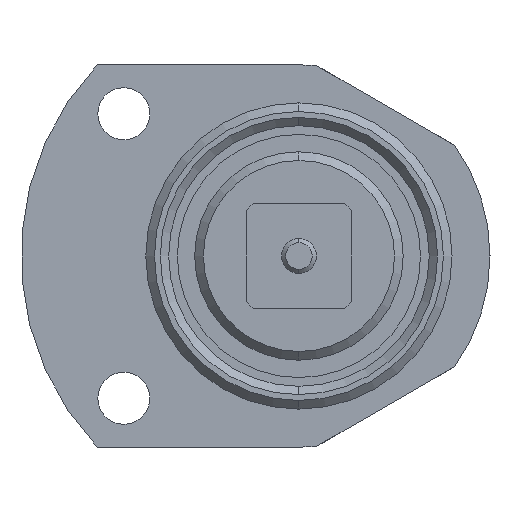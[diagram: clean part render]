
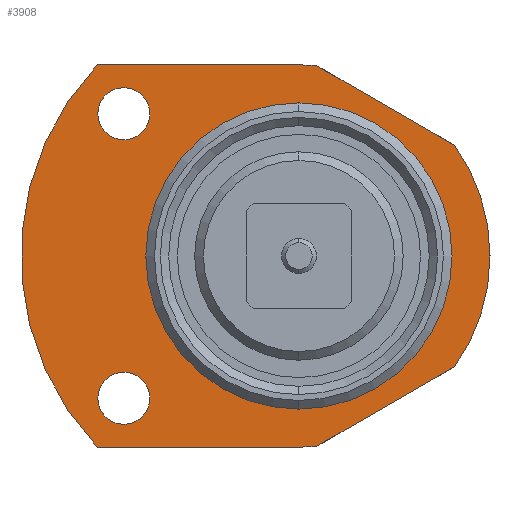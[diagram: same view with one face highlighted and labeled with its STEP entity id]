
A CAD part, left-side view. The second image highlights one B-rep face of the part: STEP entity #3908.
In plain terms, the highlighted planar face has unit normal (-1, 0, 0).
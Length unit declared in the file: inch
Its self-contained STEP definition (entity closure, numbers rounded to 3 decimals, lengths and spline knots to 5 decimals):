
#10 = AXIS2_PLACEMENT_3D ( 'NONE', #4573, #523, #3127 ) ;
#29 = VERTEX_POINT ( 'NONE', #5411 ) ;
#68 = DIRECTION ( 'NONE',  ( 0., 0., 1. ) ) ;
#91 = EDGE_CURVE ( 'NONE', #5648, #3318, #3965, .T. ) ;
#101 = ORIENTED_EDGE ( 'NONE', *, *, #3288, .T. ) ;
#128 = CARTESIAN_POINT ( 'NONE',  ( 0., 0.62992, 0.60556 ) ) ;
#167 = DIRECTION ( 'NONE',  ( 0., -0.866, 0.5 ) ) ;
#174 = EDGE_CURVE ( 'NONE', #1833, #3775, #5882, .T. ) ;
#229 = CARTESIAN_POINT ( 'NONE',  ( 0., 0., 0. ) ) ;
#315 = CIRCLE ( 'NONE', #5577, 0.6875 ) ;
#523 = DIRECTION ( 'NONE',  ( -1., 0., 0. ) ) ;
#572 = CARTESIAN_POINT ( 'NONE',  ( 0., -0.06446, 0.68447 ) ) ;
#574 = CARTESIAN_POINT ( 'NONE',  ( 0., 0., 0.6875 ) ) ;
#594 = EDGE_CURVE ( 'NONE', #29, #5734, #713, .T. ) ;
#664 = VERTEX_POINT ( 'NONE', #964 ) ;
#713 = CIRCLE ( 'NONE', #2580, 0.551 ) ;
#923 = AXIS2_PLACEMENT_3D ( 'NONE', #2398, #5520, #2856 ) ;
#964 = CARTESIAN_POINT ( 'NONE',  ( 0., 0.62992, -0.60556 ) ) ;
#1002 = CARTESIAN_POINT ( 'NONE',  ( 0., -0.56054, -0.39806 ) ) ;
#1007 = CARTESIAN_POINT ( 'NONE',  ( 0., 0., 0.551 ) ) ;
#1070 = AXIS2_PLACEMENT_3D ( 'NONE', #2183, #1470, #2392 ) ;
#1109 = AXIS2_PLACEMENT_3D ( 'NONE', #4633, #1944, #5066 ) ;
#1127 = VECTOR ( 'NONE', #3801, 39.37008 ) ;
#1130 = CARTESIAN_POINT ( 'NONE',  ( 0., 0.72618, 0.6875 ) ) ;
#1206 = ORIENTED_EDGE ( 'NONE', *, *, #3815, .T. ) ;
#1211 = VECTOR ( 'NONE', #1593, 39.37008 ) ;
#1232 = EDGE_CURVE ( 'NONE', #5182, #4553, #2435, .T. ) ;
#1260 = CARTESIAN_POINT ( 'NONE',  ( 0., 0.62992, 0.51181 ) ) ;
#1374 = CARTESIAN_POINT ( 'NONE',  ( 0., 0.62992, 0.41806 ) ) ;
#1398 = ORIENTED_EDGE ( 'NONE', *, *, #1732, .F. ) ;
#1465 = VERTEX_POINT ( 'NONE', #128 ) ;
#1470 = DIRECTION ( 'NONE',  ( -1., 0., 0. ) ) ;
#1569 = CARTESIAN_POINT ( 'NONE',  ( 0., 0., 0. ) ) ;
#1593 = DIRECTION ( 'NONE',  ( 0., 0.866, 0.5 ) ) ;
#1668 = CARTESIAN_POINT ( 'NONE',  ( 0., 0., -0.6875 ) ) ;
#1689 = ORIENTED_EDGE ( 'NONE', *, *, #3193, .F. ) ;
#1732 = EDGE_CURVE ( 'NONE', #1991, #1465, #2175, .T. ) ;
#1755 = EDGE_CURVE ( 'NONE', #3278, #664, #3258, .T. ) ;
#1816 = EDGE_LOOP ( 'NONE', ( #3443, #101 ) ) ;
#1819 = ORIENTED_EDGE ( 'NONE', *, *, #3769, .F. ) ;
#1833 = VERTEX_POINT ( 'NONE', #2978 ) ;
#1944 = DIRECTION ( 'NONE',  ( -1., 0., 0. ) ) ;
#1991 = VERTEX_POINT ( 'NONE', #1374 ) ;
#2040 = DIRECTION ( 'NONE',  ( 0., 0., -1. ) ) ;
#2044 = DIRECTION ( 'NONE',  ( 1., 0., 0. ) ) ;
#2071 = EDGE_CURVE ( 'NONE', #4553, #3574, #3328, .T. ) ;
#2175 = CIRCLE ( 'NONE', #5719, 0.09375 ) ;
#2183 = CARTESIAN_POINT ( 'NONE',  ( 0., 0.62992, -0.51181 ) ) ;
#2229 = EDGE_LOOP ( 'NONE', ( #1819, #1398 ) ) ;
#2243 = CARTESIAN_POINT ( 'NONE',  ( 0., 0., 0. ) ) ;
#2321 = EDGE_CURVE ( 'NONE', #2566, #1833, #3670, .T. ) ;
#2357 = CIRCLE ( 'NONE', #1109, 0.09375 ) ;
#2392 = DIRECTION ( 'NONE',  ( 0., 0., 1. ) ) ;
#2398 = CARTESIAN_POINT ( 'NONE',  ( 0., 0.62992, 0.51181 ) ) ;
#2435 = LINE ( 'NONE', #4927, #1211 ) ;
#2439 = ORIENTED_EDGE ( 'NONE', *, *, #2321, .T. ) ;
#2470 = DIRECTION ( 'NONE',  ( 0., 0., 1. ) ) ;
#2566 = VERTEX_POINT ( 'NONE', #5776 ) ;
#2580 = AXIS2_PLACEMENT_3D ( 'NONE', #2243, #3843, #3831 ) ;
#2593 = DIRECTION ( 'NONE',  ( 0., -1., 0. ) ) ;
#2836 = DIRECTION ( 'NONE',  ( -1., 0., 0. ) ) ;
#2856 = DIRECTION ( 'NONE',  ( 0., 0., 1. ) ) ;
#2969 = CARTESIAN_POINT ( 'NONE',  ( 0., 0.62992, -0.41806 ) ) ;
#2978 = CARTESIAN_POINT ( 'NONE',  ( 0., -0.06446, -0.68447 ) ) ;
#2986 = AXIS2_PLACEMENT_3D ( 'NONE', #4726, #2044, #5176 ) ;
#3064 = DIRECTION ( 'NONE',  ( 0., 0., 1. ) ) ;
#3127 = DIRECTION ( 'NONE',  ( 0., 0., 1. ) ) ;
#3166 = CIRCLE ( 'NONE', #2986, 0.551 ) ;
#3193 = EDGE_CURVE ( 'NONE', #664, #3278, #2357, .T. ) ;
#3258 = CIRCLE ( 'NONE', #1070, 0.09375 ) ;
#3278 = VERTEX_POINT ( 'NONE', #2969 ) ;
#3288 = EDGE_CURVE ( 'NONE', #5734, #29, #3166, .T. ) ;
#3318 = VERTEX_POINT ( 'NONE', #1130 ) ;
#3328 = CIRCLE ( 'NONE', #10, 0.6875 ) ;
#3443 = ORIENTED_EDGE ( 'NONE', *, *, #594, .T. ) ;
#3458 = LINE ( 'NONE', #1668, #5652 ) ;
#3574 = VERTEX_POINT ( 'NONE', #3641 ) ;
#3576 = LINE ( 'NONE', #574, #1127 ) ;
#3610 = DIRECTION ( 'NONE',  ( -1., 0., 0. ) ) ;
#3641 = CARTESIAN_POINT ( 'NONE',  ( 0., 0., 0.6875 ) ) ;
#3664 = ORIENTED_EDGE ( 'NONE', *, *, #1755, .F. ) ;
#3667 = ORIENTED_EDGE ( 'NONE', *, *, #1232, .T. ) ;
#3670 = CIRCLE ( 'NONE', #4316, 0.6875 ) ;
#3679 = VECTOR ( 'NONE', #167, 39.37008 ) ;
#3748 = EDGE_LOOP ( 'NONE', ( #2439, #5268, #4591, #3667, #4971, #1206, #4627, #5290 ) ) ;
#3749 = EDGE_CURVE ( 'NONE', #3775, #5182, #315, .T. ) ;
#3769 = EDGE_CURVE ( 'NONE', #1465, #1991, #4994, .T. ) ;
#3775 = VERTEX_POINT ( 'NONE', #1002 ) ;
#3801 = DIRECTION ( 'NONE',  ( 0., 1., 0. ) ) ;
#3815 = EDGE_CURVE ( 'NONE', #3574, #3318, #3576, .T. ) ;
#3831 = DIRECTION ( 'NONE',  ( 0., 0., -1. ) ) ;
#3843 = DIRECTION ( 'NONE',  ( 1., 0., 0. ) ) ;
#3848 = DIRECTION ( 'NONE',  ( 0., 0., -1. ) ) ;
#3908 = ADVANCED_FACE ( 'NONE', ( #4365, #4231, #5521, #5376 ), #5583, .F. ) ;
#3965 = CIRCLE ( 'NONE', #4600, 1. ) ;
#4067 = DIRECTION ( 'NONE',  ( -1., 0., 0. ) ) ;
#4231 = FACE_BOUND ( 'NONE', #1816, .T. ) ;
#4316 = AXIS2_PLACEMENT_3D ( 'NONE', #229, #4067, #2470 ) ;
#4365 = FACE_BOUND ( 'NONE', #2229, .T. ) ;
#4531 = EDGE_LOOP ( 'NONE', ( #3664, #1689 ) ) ;
#4553 = VERTEX_POINT ( 'NONE', #572 ) ;
#4573 = CARTESIAN_POINT ( 'NONE',  ( 0., 0., 0. ) ) ;
#4591 = ORIENTED_EDGE ( 'NONE', *, *, #3749, .T. ) ;
#4600 = AXIS2_PLACEMENT_3D ( 'NONE', #5211, #5886, #3848 ) ;
#4627 = ORIENTED_EDGE ( 'NONE', *, *, #91, .F. ) ;
#4633 = CARTESIAN_POINT ( 'NONE',  ( 0., 0.62992, -0.51181 ) ) ;
#4719 = DIRECTION ( 'NONE',  ( 1., 0., 0. ) ) ;
#4726 = CARTESIAN_POINT ( 'NONE',  ( 0., 0., 0. ) ) ;
#4927 = CARTESIAN_POINT ( 'NONE',  ( 0., -0.3125, 0.54127 ) ) ;
#4971 = ORIENTED_EDGE ( 'NONE', *, *, #2071, .T. ) ;
#4994 = CIRCLE ( 'NONE', #923, 0.09375 ) ;
#5066 = DIRECTION ( 'NONE',  ( 0., 0., 1. ) ) ;
#5109 = CARTESIAN_POINT ( 'NONE',  ( 0., -0.3125, -0.54127 ) ) ;
#5117 = CARTESIAN_POINT ( 'NONE',  ( 0., -0.56054, 0.39806 ) ) ;
#5164 = AXIS2_PLACEMENT_3D ( 'NONE', #1569, #4719, #2040 ) ;
#5176 = DIRECTION ( 'NONE',  ( 0., 0., -1. ) ) ;
#5182 = VERTEX_POINT ( 'NONE', #5117 ) ;
#5211 = CARTESIAN_POINT ( 'NONE',  ( 0., 0., 0. ) ) ;
#5268 = ORIENTED_EDGE ( 'NONE', *, *, #174, .T. ) ;
#5290 = ORIENTED_EDGE ( 'NONE', *, *, #5375, .T. ) ;
#5375 = EDGE_CURVE ( 'NONE', #5648, #2566, #3458, .T. ) ;
#5376 = FACE_BOUND ( 'NONE', #4531, .T. ) ;
#5411 = CARTESIAN_POINT ( 'NONE',  ( 0., 0., -0.551 ) ) ;
#5459 = CARTESIAN_POINT ( 'NONE',  ( 0., 0.72618, -0.6875 ) ) ;
#5489 = CARTESIAN_POINT ( 'NONE',  ( 0., 0., 0. ) ) ;
#5520 = DIRECTION ( 'NONE',  ( -1., 0., 0. ) ) ;
#5521 = FACE_OUTER_BOUND ( 'NONE', #3748, .T. ) ;
#5577 = AXIS2_PLACEMENT_3D ( 'NONE', #5489, #2836, #68 ) ;
#5583 = PLANE ( 'NONE',  #5164 ) ;
#5648 = VERTEX_POINT ( 'NONE', #5459 ) ;
#5652 = VECTOR ( 'NONE', #2593, 39.37008 ) ;
#5719 = AXIS2_PLACEMENT_3D ( 'NONE', #1260, #3610, #3064 ) ;
#5734 = VERTEX_POINT ( 'NONE', #1007 ) ;
#5776 = CARTESIAN_POINT ( 'NONE',  ( 0., 0., -0.6875 ) ) ;
#5882 = LINE ( 'NONE', #5109, #3679 ) ;
#5886 = DIRECTION ( 'NONE',  ( 1., 0., 0. ) ) ;
